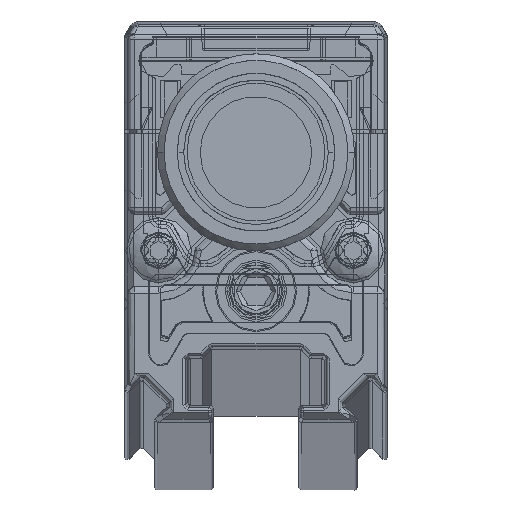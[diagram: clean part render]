
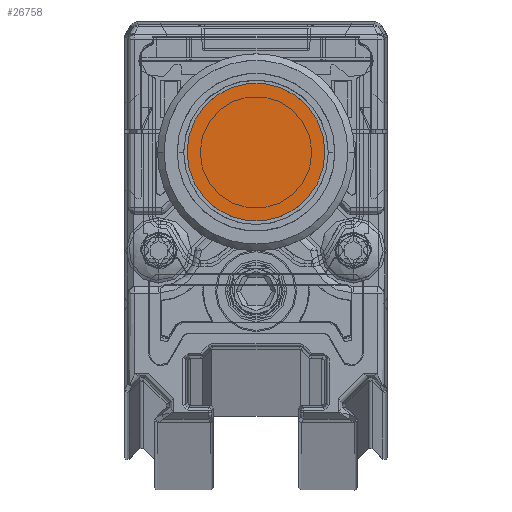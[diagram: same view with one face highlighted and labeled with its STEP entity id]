
A CAD part, top view. The second image highlights one B-rep face of the part: STEP entity #26758.
In plain terms, the highlighted face is planar.
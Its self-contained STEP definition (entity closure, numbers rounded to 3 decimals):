
#25958=CARTESIAN_POINT('',(0.,0.,0.));
#25959=DIRECTION('',(0.,-1.,0.));
#25960=DIRECTION('',(1.,0.,0.));
#25961=AXIS2_PLACEMENT_3D('',#25958,#25959,#25960);
#25963=CARTESIAN_POINT('',(0.,0.,0.));
#25964=DIRECTION('',(0.,-1.,0.));
#25965=DIRECTION('',(-1.,0.,0.));
#25966=AXIS2_PLACEMENT_3D('',#25963,#25964,#25965);
#26064=CARTESIAN_POINT('',(-5.25,0.,0.));
#26065=VERTEX_POINT('',#26064);
#26066=CARTESIAN_POINT('',(5.25,0.,0.));
#26067=VERTEX_POINT('',#26066);
#26749=CARTESIAN_POINT('',(0.,0.,0.));
#26750=DIRECTION('',(0.,-1.,0.));
#26751=DIRECTION('',(1.,0.,0.));
#26752=AXIS2_PLACEMENT_3D('',#26749,#26750,#26751);
#26753=PLANE('',#26752);
#26754=ORIENTED_EDGE('',*,*,#26735,.T.);
#26755=ORIENTED_EDGE('',*,*,#26717,.T.);
#26756=EDGE_LOOP('',(#26754,#26755));
#26757=FACE_OUTER_BOUND('',#26756,.F.);
#26758=ADVANCED_FACE('',(#26757),#26753,.F.);
#25962=CIRCLE('',#25961,5.25);
#25967=CIRCLE('',#25966,5.25);
#26717=EDGE_CURVE('',#26065,#26067,#25967,.T.);
#26735=EDGE_CURVE('',#26067,#26065,#25962,.T.);
